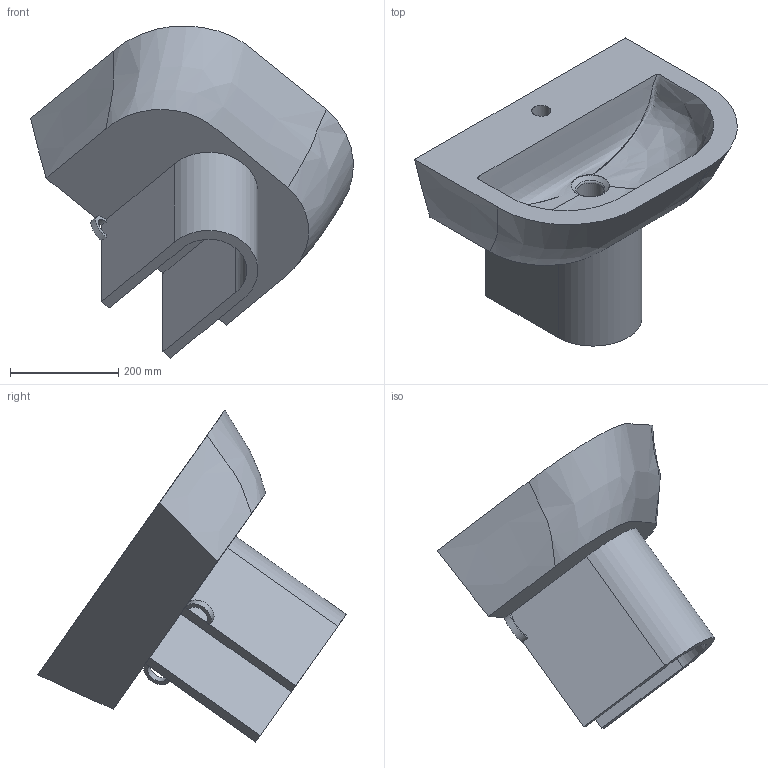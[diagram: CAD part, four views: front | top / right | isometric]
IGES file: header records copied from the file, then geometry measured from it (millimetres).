
Global section: file name: 7839; native system: AutoCAD 2016 - English; preprocessor: Autodesk Translation Framework DWG producer (atf_dwg_producer); organization: unknown; date: 20170505.152410; units: millimetre
Bounding box: 594.97 x 568.4 x 612.1 mm (x, y, z)
Volume: 21021589.7 mm3; surface area: 1055761.4 mm2
Topology: 4 solids, 4 shells, 39 faces, 97 edges, 67 vertices
Faces by surface type: bspline 39
